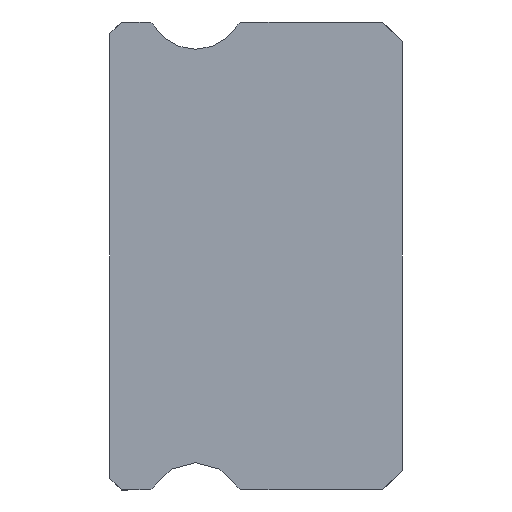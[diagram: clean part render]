
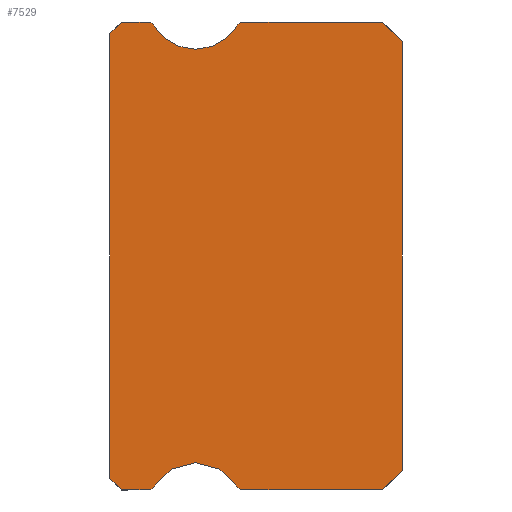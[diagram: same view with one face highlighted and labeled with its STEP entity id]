
A CAD part, left-side view. The second image highlights one B-rep face of the part: STEP entity #7529.
In plain terms, the highlighted planar face has unit normal (-1, 0, 0).
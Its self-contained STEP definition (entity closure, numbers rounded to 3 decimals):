
#21 = DIRECTION ( 'NONE',  ( 0., -1., 0. ) ) ;
#32 = CARTESIAN_POINT ( 'NONE',  ( -15., 5.3, 5.3 ) ) ;
#78 = AXIS2_PLACEMENT_3D ( 'NONE', #5497, #8235, #12036 ) ;
#212 = CARTESIAN_POINT ( 'NONE',  ( -15., 4.088, -6. ) ) ;
#233 = AXIS2_PLACEMENT_3D ( 'NONE', #4954, #10440, #1140 ) ;
#339 = CARTESIAN_POINT ( 'NONE',  ( -15., 5.3, 6.55 ) ) ;
#341 = PLANE ( 'NONE',  #8405 ) ;
#351 = CARTESIAN_POINT ( 'NONE',  ( -15., 6.512, -6. ) ) ;
#547 = DIRECTION ( 'NONE',  ( 0., 0., 1. ) ) ;
#971 = LINE ( 'NONE', #2645, #1524 ) ;
#1061 = CARTESIAN_POINT ( 'NONE',  ( -15., 0.5, 6. ) ) ;
#1133 = DIRECTION ( 'NONE',  ( 0., -0.707, -0.707 ) ) ;
#1140 = DIRECTION ( 'NONE',  ( 0., 0., -1. ) ) ;
#1145 = LINE ( 'NONE', #1204, #8023 ) ;
#1177 = ORIENTED_EDGE ( 'NONE', *, *, #10824, .T. ) ;
#1204 = CARTESIAN_POINT ( 'NONE',  ( -15., 7.2, -6. ) ) ;
#1299 = LINE ( 'NONE', #2169, #7979 ) ;
#1340 = DIRECTION ( 'NONE',  ( -1., 0., 0. ) ) ;
#1436 = EDGE_LOOP ( 'NONE', ( #3201, #6860, #1793, #12003, #3909, #8321, #11042, #5746, #10395, #1177, #5210, #11689, #6829, #3598, #1515, #1540, #10909 ) ) ;
#1515 = ORIENTED_EDGE ( 'NONE', *, *, #5390, .F. ) ;
#1524 = VECTOR ( 'NONE', #21, 1000. ) ;
#1530 = CARTESIAN_POINT ( 'NONE',  ( -15., 7.5, 5.7 ) ) ;
#1540 = ORIENTED_EDGE ( 'NONE', *, *, #1757, .F. ) ;
#1603 = CARTESIAN_POINT ( 'NONE',  ( -15., 7.5, -5.7 ) ) ;
#1754 = CARTESIAN_POINT ( 'NONE',  ( -15., 4.088, -5.85 ) ) ;
#1757 = EDGE_CURVE ( 'NONE', #3947, #9055, #3615, .T. ) ;
#1793 = ORIENTED_EDGE ( 'NONE', *, *, #4230, .T. ) ;
#1845 = DIRECTION ( 'NONE',  ( 0., 1., 0. ) ) ;
#2169 = CARTESIAN_POINT ( 'NONE',  ( -15., 7.5, 5.85 ) ) ;
#2353 = DIRECTION ( 'NONE',  ( 1., 0., 0. ) ) ;
#2373 = EDGE_CURVE ( 'NONE', #11096, #5423, #10341, .T. ) ;
#2409 = EDGE_CURVE ( 'NONE', #2930, #2624, #8791, .T. ) ;
#2549 = CIRCLE ( 'NONE', #12265, 1.25 ) ;
#2624 = VERTEX_POINT ( 'NONE', #3581 ) ;
#2645 = CARTESIAN_POINT ( 'NONE',  ( -15., 6.512, -6. ) ) ;
#2653 = DIRECTION ( 'NONE',  ( -1., 0., 0. ) ) ;
#2724 = DIRECTION ( 'NONE',  ( 0., 0., -1. ) ) ;
#2752 = LINE ( 'NONE', #1061, #11978 ) ;
#2927 = CARTESIAN_POINT ( 'NONE',  ( -15., 0., -5.5 ) ) ;
#2930 = VERTEX_POINT ( 'NONE', #7028 ) ;
#2947 = CARTESIAN_POINT ( 'NONE',  ( -15., 0., 5.5 ) ) ;
#3004 = CARTESIAN_POINT ( 'NONE',  ( -15., 6.512, 6. ) ) ;
#3071 = VERTEX_POINT ( 'NONE', #12021 ) ;
#3201 = ORIENTED_EDGE ( 'NONE', *, *, #6351, .T. ) ;
#3393 = CARTESIAN_POINT ( 'NONE',  ( -15., 6.383, 5.925 ) ) ;
#3424 = DIRECTION ( 'NONE',  ( 1., 0., 0. ) ) ;
#3489 = CARTESIAN_POINT ( 'NONE',  ( -15., 6.512, 6. ) ) ;
#3581 = CARTESIAN_POINT ( 'NONE',  ( -15., 4.088, 6. ) ) ;
#3598 = ORIENTED_EDGE ( 'NONE', *, *, #10897, .F. ) ;
#3615 = CIRCLE ( 'NONE', #10756, 0.15 ) ;
#3728 = CIRCLE ( 'NONE', #9283, 1.25 ) ;
#3742 = DIRECTION ( 'NONE',  ( 0., 0.707, -0.707 ) ) ;
#3824 = CARTESIAN_POINT ( 'NONE',  ( -15., 4.217, -5.925 ) ) ;
#3909 = ORIENTED_EDGE ( 'NONE', *, *, #12210, .F. ) ;
#3947 = VERTEX_POINT ( 'NONE', #3004 ) ;
#4230 = EDGE_CURVE ( 'NONE', #8121, #10030, #1145, .T. ) ;
#4311 = CARTESIAN_POINT ( 'NONE',  ( -15., 0.5, -6. ) ) ;
#4370 = FACE_OUTER_BOUND ( 'NONE', #1436, .T. ) ;
#4387 = LINE ( 'NONE', #9040, #9211 ) ;
#4880 = CARTESIAN_POINT ( 'NONE',  ( -15., 0.5, 6. ) ) ;
#4954 = CARTESIAN_POINT ( 'NONE',  ( -15., 6.512, -5.85 ) ) ;
#5210 = ORIENTED_EDGE ( 'NONE', *, *, #8570, .F. ) ;
#5219 = EDGE_CURVE ( 'NONE', #10030, #8685, #971, .T. ) ;
#5390 = EDGE_CURVE ( 'NONE', #9055, #10229, #3728, .T. ) ;
#5423 = VERTEX_POINT ( 'NONE', #212 ) ;
#5497 = CARTESIAN_POINT ( 'NONE',  ( -15., 4.088, 5.85 ) ) ;
#5587 = CARTESIAN_POINT ( 'NONE',  ( -15., 7.5, 5.7 ) ) ;
#5661 = EDGE_CURVE ( 'NONE', #2624, #8018, #12069, .T. ) ;
#5746 = ORIENTED_EDGE ( 'NONE', *, *, #2373, .F. ) ;
#5822 = CARTESIAN_POINT ( 'NONE',  ( -15., 7.2, -6. ) ) ;
#6048 = CARTESIAN_POINT ( 'NONE',  ( -15., 6.512, 5.85 ) ) ;
#6110 = DIRECTION ( 'NONE',  ( 0., 0., -1. ) ) ;
#6351 = EDGE_CURVE ( 'NONE', #11827, #7025, #12267, .T. ) ;
#6629 = CARTESIAN_POINT ( 'NONE',  ( -15., 7.2, 6. ) ) ;
#6724 = DIRECTION ( 'NONE',  ( 0., 0., 1. ) ) ;
#6758 = DIRECTION ( 'NONE',  ( 0., 0.707, -0.707 ) ) ;
#6829 = ORIENTED_EDGE ( 'NONE', *, *, #2409, .F. ) ;
#6835 = CARTESIAN_POINT ( 'NONE',  ( -15., 5.3, -6.55 ) ) ;
#6860 = ORIENTED_EDGE ( 'NONE', *, *, #7970, .F. ) ;
#7025 = VERTEX_POINT ( 'NONE', #1530 ) ;
#7028 = CARTESIAN_POINT ( 'NONE',  ( -15., 4.217, 5.925 ) ) ;
#7075 = CIRCLE ( 'NONE', #9487, 0.15 ) ;
#7190 = DIRECTION ( 'NONE',  ( 0., 0., -1. ) ) ;
#7345 = VECTOR ( 'NONE', #3742, 1000. ) ;
#7529 = ADVANCED_FACE ( 'NONE', ( #4370 ), #341, .F. ) ;
#7537 = CARTESIAN_POINT ( 'NONE',  ( -15., 6.512, -6. ) ) ;
#7970 = EDGE_CURVE ( 'NONE', #8121, #7025, #1299, .T. ) ;
#7979 = VECTOR ( 'NONE', #6724, 1000. ) ;
#8018 = VERTEX_POINT ( 'NONE', #4880 ) ;
#8023 = VECTOR ( 'NONE', #8691, 1000. ) ;
#8121 = VERTEX_POINT ( 'NONE', #1603 ) ;
#8235 = DIRECTION ( 'NONE',  ( 1., 0., 0. ) ) ;
#8255 = VERTEX_POINT ( 'NONE', #3824 ) ;
#8321 = ORIENTED_EDGE ( 'NONE', *, *, #11282, .F. ) ;
#8405 = AXIS2_PLACEMENT_3D ( 'NONE', #11937, #3424, #7190 ) ;
#8435 = VECTOR ( 'NONE', #6758, 1000. ) ;
#8447 = DIRECTION ( 'NONE',  ( 0., -1., 0. ) ) ;
#8570 = EDGE_CURVE ( 'NONE', #8018, #11581, #2752, .T. ) ;
#8617 = DIRECTION ( 'NONE',  ( 1., 0., 0. ) ) ;
#8685 = VERTEX_POINT ( 'NONE', #351 ) ;
#8691 = DIRECTION ( 'NONE',  ( 0., -0.707, -0.707 ) ) ;
#8791 = CIRCLE ( 'NONE', #78, 0.15 ) ;
#8828 = DIRECTION ( 'NONE',  ( 0., 0., -1. ) ) ;
#8883 = VECTOR ( 'NONE', #8447, 1000. ) ;
#9006 = CIRCLE ( 'NONE', #11594, 1.25 ) ;
#9040 = CARTESIAN_POINT ( 'NONE',  ( -15., 0., 5.5 ) ) ;
#9055 = VERTEX_POINT ( 'NONE', #3393 ) ;
#9211 = VECTOR ( 'NONE', #547, 1000. ) ;
#9219 = CARTESIAN_POINT ( 'NONE',  ( -15., 6.383, -5.925 ) ) ;
#9283 = AXIS2_PLACEMENT_3D ( 'NONE', #339, #10571, #8828 ) ;
#9487 = AXIS2_PLACEMENT_3D ( 'NONE', #1754, #8617, #12248 ) ;
#9717 = DIRECTION ( 'NONE',  ( 0., 0., -1. ) ) ;
#9871 = EDGE_CURVE ( 'NONE', #5423, #8255, #7075, .T. ) ;
#10030 = VERTEX_POINT ( 'NONE', #5822 ) ;
#10229 = VERTEX_POINT ( 'NONE', #32 ) ;
#10341 = LINE ( 'NONE', #7537, #11977 ) ;
#10365 = DIRECTION ( 'NONE',  ( 0., 1., 0. ) ) ;
#10395 = ORIENTED_EDGE ( 'NONE', *, *, #12117, .F. ) ;
#10440 = DIRECTION ( 'NONE',  ( 1., 0., 0. ) ) ;
#10492 = VERTEX_POINT ( 'NONE', #9219 ) ;
#10545 = VECTOR ( 'NONE', #10365, 1000. ) ;
#10571 = DIRECTION ( 'NONE',  ( -1., 0., 0. ) ) ;
#10756 = AXIS2_PLACEMENT_3D ( 'NONE', #6048, #2353, #6110 ) ;
#10824 = EDGE_CURVE ( 'NONE', #3071, #11581, #4387, .T. ) ;
#10897 = EDGE_CURVE ( 'NONE', #10229, #2930, #9006, .T. ) ;
#10909 = ORIENTED_EDGE ( 'NONE', *, *, #12158, .T. ) ;
#10935 = CIRCLE ( 'NONE', #233, 0.15 ) ;
#11042 = ORIENTED_EDGE ( 'NONE', *, *, #9871, .F. ) ;
#11096 = VERTEX_POINT ( 'NONE', #4311 ) ;
#11282 = EDGE_CURVE ( 'NONE', #8255, #10492, #2549, .T. ) ;
#11427 = LINE ( 'NONE', #2927, #7345 ) ;
#11504 = CARTESIAN_POINT ( 'NONE',  ( -15., 7.2, 6. ) ) ;
#11581 = VERTEX_POINT ( 'NONE', #2947 ) ;
#11594 = AXIS2_PLACEMENT_3D ( 'NONE', #12144, #2653, #2724 ) ;
#11689 = ORIENTED_EDGE ( 'NONE', *, *, #5661, .F. ) ;
#11827 = VERTEX_POINT ( 'NONE', #11504 ) ;
#11937 = CARTESIAN_POINT ( 'NONE',  ( -15., 6.512, 5.85 ) ) ;
#11977 = VECTOR ( 'NONE', #1845, 1000. ) ;
#11978 = VECTOR ( 'NONE', #1133, 1000. ) ;
#12003 = ORIENTED_EDGE ( 'NONE', *, *, #5219, .T. ) ;
#12021 = CARTESIAN_POINT ( 'NONE',  ( -15., 0., -5.5 ) ) ;
#12036 = DIRECTION ( 'NONE',  ( 0., 0., -1. ) ) ;
#12069 = LINE ( 'NONE', #3489, #8883 ) ;
#12117 = EDGE_CURVE ( 'NONE', #3071, #11096, #11427, .T. ) ;
#12144 = CARTESIAN_POINT ( 'NONE',  ( -15., 5.3, 6.55 ) ) ;
#12158 = EDGE_CURVE ( 'NONE', #3947, #11827, #12252, .T. ) ;
#12210 = EDGE_CURVE ( 'NONE', #10492, #8685, #10935, .T. ) ;
#12248 = DIRECTION ( 'NONE',  ( 0., 0., -1. ) ) ;
#12252 = LINE ( 'NONE', #6629, #10545 ) ;
#12265 = AXIS2_PLACEMENT_3D ( 'NONE', #6835, #1340, #9717 ) ;
#12267 = LINE ( 'NONE', #5587, #8435 ) ;
